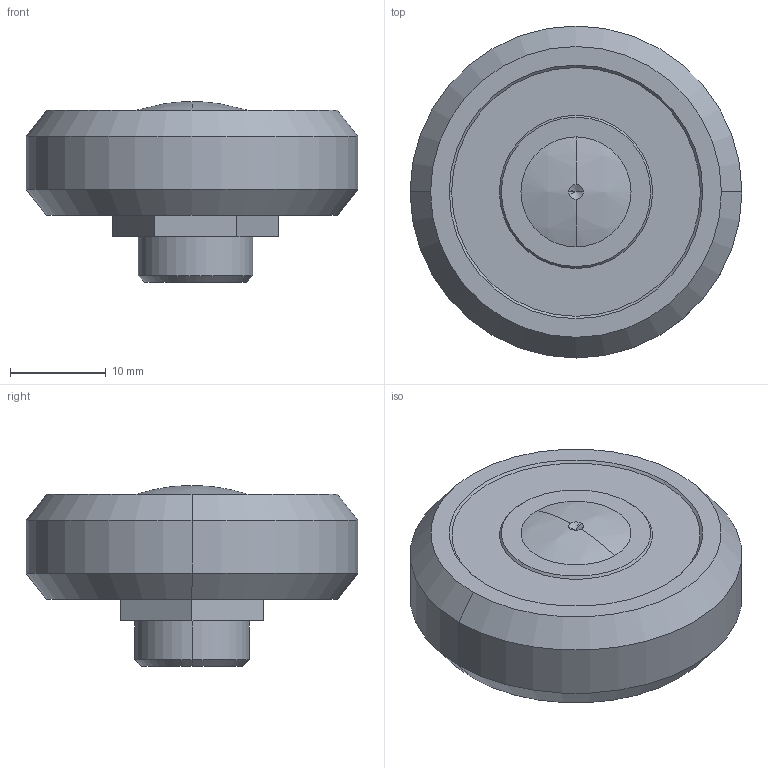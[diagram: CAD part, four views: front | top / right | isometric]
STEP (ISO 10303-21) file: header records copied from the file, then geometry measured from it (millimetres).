
FILE_DESCRIPTION (( 'STEP AP214' ), '1' );
FILE_NAME ('CPA43-Rollco.step', '2023-03-14T12:33:49', ( '' ), ( '' ), 'SwSTEP 2.0', 'SolidWorks 2010', '' );
FILE_SCHEMA (( 'AUTOMOTIVE_DESIGN' ));
Length unit declared in the file: millimetre
Products named in the file (1): CPA43-Rollco
Bounding box: 34.69 x 34.69 x 18.88 mm (x, y, z)
Volume: 10277.5 mm3; surface area: 3349.6 mm2
Topology: 1 solids, 1 shells, 39 faces, 86 edges, 52 vertices
Faces by surface type: cone 18, plane 13, cylinder 6, sphere 2
Entity records: 1086 total; most frequent: DIRECTION 202, CARTESIAN_POINT 174, ORIENTED_EDGE 164, EDGE_CURVE 82, AXIS2_PLACEMENT_3D 80, VERTEX_POINT 52, EDGE_LOOP 46, VECTOR 42
